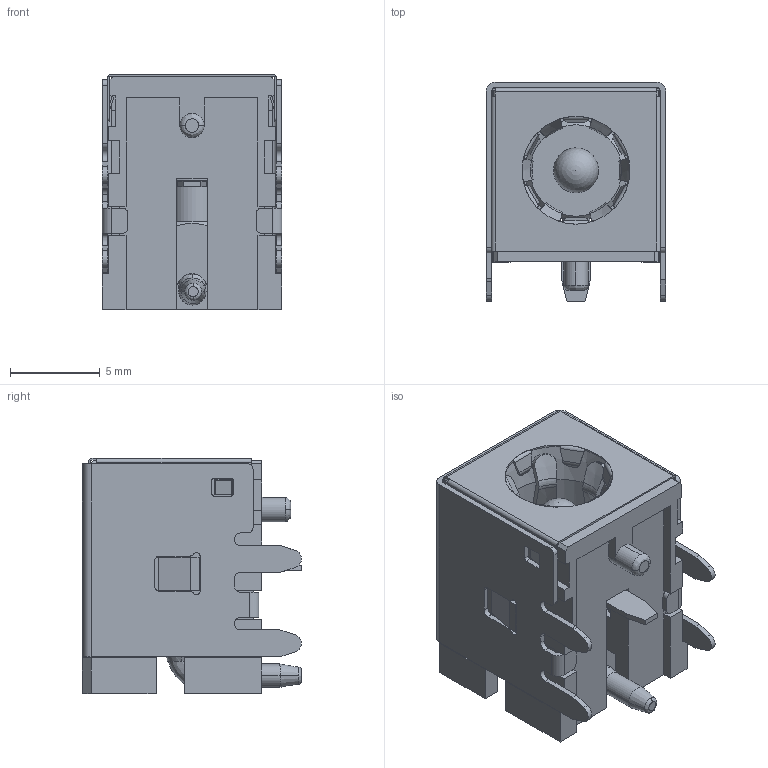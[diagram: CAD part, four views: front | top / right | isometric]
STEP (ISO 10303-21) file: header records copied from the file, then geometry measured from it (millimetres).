
FILE_DESCRIPTION (( 'STEP AP214' ), '1' );
FILE_NAME ('CUI_DEVICES_PJ-082BH.step', '2024-06-26T15:17:48', ( '' ), ( '' ), 'SwSTEP 2.0', 'SolidWorks 2024', '' );
FILE_SCHEMA (( 'AUTOMOTIVE_DESIGN' ));
Length unit declared in the file: inch
Products named in the file (1): CUI_DEVICES_PJ-082BH
Bounding box: 10 x 12.2 x 13.1 mm (x, y, z)
Volume: 763.9 mm3; surface area: 2080.5 mm2
Topology: 2 solids, 2 shells, 666 faces, 1883 edges, 1213 vertices
Faces by surface type: plane 374, cylinder 152, bspline 96, cone 43, sphere 1
Entity records: 23808 total; most frequent: CARTESIAN_POINT 7336, ORIENTED_EDGE 3760, DIRECTION 2996, EDGE_CURVE 1880, VERTEX_POINT 1211, VECTOR 1170, LINE 1170, AXIS2_PLACEMENT_3D 913
